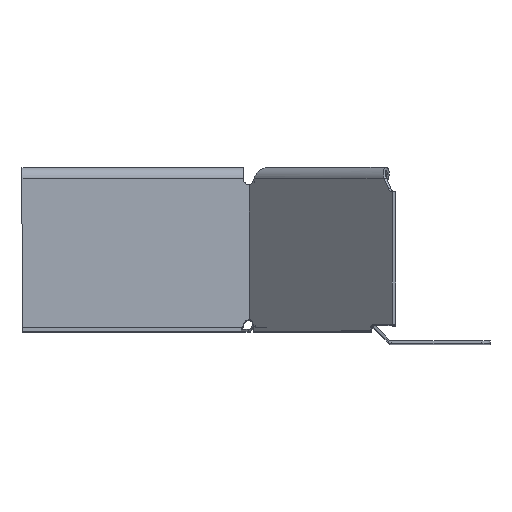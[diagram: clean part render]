
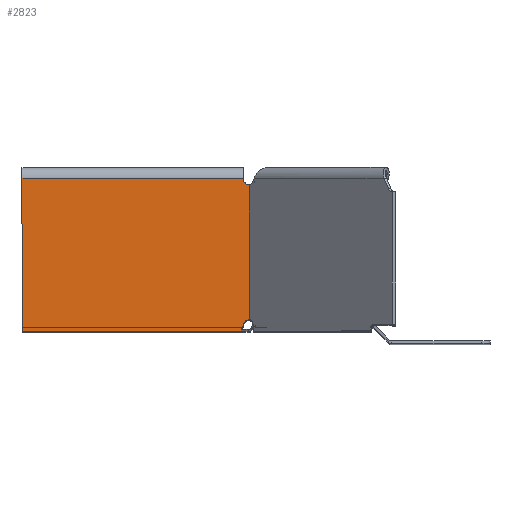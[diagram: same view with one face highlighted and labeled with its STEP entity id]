
A CAD part, top view. The second image highlights one B-rep face of the part: STEP entity #2823.
In plain terms, the highlighted face is planar.
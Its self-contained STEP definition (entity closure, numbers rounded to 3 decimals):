
#14 = CARTESIAN_POINT ( 'NONE',  ( -79.187, 0., -6.75 ) ) ;
#88 = ORIENTED_EDGE ( 'NONE', *, *, #975, .F. ) ;
#443 = CARTESIAN_POINT ( 'NONE',  ( -76.361, 0., -6.75 ) ) ;
#593 = DIRECTION ( 'NONE',  ( 1., 0., 0. ) ) ;
#639 = CARTESIAN_POINT ( 'NONE',  ( -79.187, 51., -6.75 ) ) ;
#740 = VECTOR ( 'NONE', #2318, 1000. ) ;
#884 = CARTESIAN_POINT ( 'NONE',  ( -76.95, 1.47, -6.75 ) ) ;
#963 = CIRCLE ( 'NONE', #3688, 2.25 ) ;
#975 = EDGE_CURVE ( 'NONE', #2915, #1717, #963, .T. ) ;
#1003 = DIRECTION ( 'NONE',  ( 0., 1., 0. ) ) ;
#1034 = FACE_OUTER_BOUND ( 'NONE', #4253, .T. ) ;
#1061 = CARTESIAN_POINT ( 'NONE',  ( -78.98, 51.031, -6.75 ) ) ;
#1133 = ORIENTED_EDGE ( 'NONE', *, *, #4873, .T. ) ;
#1181 = ORIENTED_EDGE ( 'NONE', *, *, #2983, .F. ) ;
#1233 = DIRECTION ( 'NONE',  ( 0., 1., 0. ) ) ;
#1254 = CIRCLE ( 'NONE', #1547, 2.25 ) ;
#1289 = VECTOR ( 'NONE', #2806, 1000. ) ;
#1381 = DIRECTION ( 'NONE',  ( 0., 0., -1. ) ) ;
#1480 = B_SPLINE_CURVE_WITH_KNOTS ( 'NONE', 3,
 ( #4905, #884, #2687, #3590, #4459, #443 ),
 .UNSPECIFIED., .F., .F.,
 ( 4, 2, 4 ),
 ( 0.005, 0.006, 0.006 ),
 .UNSPECIFIED. ) ;
#1547 = AXIS2_PLACEMENT_3D ( 'NONE', #3134, #1381, #4542 ) ;
#1594 = CARTESIAN_POINT ( 'NONE',  ( -79.118, 51., -6.75 ) ) ;
#1611 = LINE ( 'NONE', #2952, #3246 ) ;
#1717 = VERTEX_POINT ( 'NONE', #4582 ) ;
#1778 = VERTEX_POINT ( 'NONE', #2039 ) ;
#1840 = B_SPLINE_CURVE_WITH_KNOTS ( 'NONE', 3,
 ( #1061, #5628, #1594, #639 ),
 .UNSPECIFIED., .F., .F.,
 ( 4, 4 ),
 ( 0.002, 0.002 ),
 .UNSPECIFIED. ) ;
#1844 = CARTESIAN_POINT ( 'NONE',  ( 0., 0., -6.75 ) ) ;
#1846 = VERTEX_POINT ( 'NONE', #2015 ) ;
#1957 = CARTESIAN_POINT ( 'NONE',  ( 0., 1.75, -6.75 ) ) ;
#1974 = CARTESIAN_POINT ( 'NONE',  ( -79.049, 3.985, -6.75 ) ) ;
#2015 = CARTESIAN_POINT ( 'NONE',  ( -78.98, 3.969, -6.75 ) ) ;
#2039 = CARTESIAN_POINT ( 'NONE',  ( -79.187, 4., -6.75 ) ) ;
#2115 = DIRECTION ( 'NONE',  ( 0., 1., 0. ) ) ;
#2175 = B_SPLINE_CURVE_WITH_KNOTS ( 'NONE', 3,
 ( #4713, #1974, #3311, #2910 ),
 .UNSPECIFIED., .F., .F.,
 ( 4, 4 ),
 ( 0.002, 0.002 ),
 .UNSPECIFIED. ) ;
#2180 = EDGE_CURVE ( 'NONE', #5037, #1778, #3605, .T. ) ;
#2318 = DIRECTION ( 'NONE',  ( 0., -1., 0. ) ) ;
#2486 = DIRECTION ( 'NONE',  ( -1., 0., 0. ) ) ;
#2533 = VERTEX_POINT ( 'NONE', #1844 ) ;
#2567 = VECTOR ( 'NONE', #2115, 1000. ) ;
#2687 = CARTESIAN_POINT ( 'NONE',  ( -76.8, 1.19, -6.75 ) ) ;
#2806 = DIRECTION ( 'NONE',  ( 0., -1., 0. ) ) ;
#2823 = ADVANCED_FACE ( 'NONE', ( #1034 ), #4547, .F. ) ;
#2882 = ORIENTED_EDGE ( 'NONE', *, *, #5707, .T. ) ;
#2895 = CARTESIAN_POINT ( 'NONE',  ( -79.187, 51., -6.75 ) ) ;
#2910 = CARTESIAN_POINT ( 'NONE',  ( -79.187, 4., -6.75 ) ) ;
#2915 = VERTEX_POINT ( 'NONE', #4160 ) ;
#2952 = CARTESIAN_POINT ( 'NONE',  ( -206.54, 0., -6.75 ) ) ;
#2983 = EDGE_CURVE ( 'NONE', #1717, #5037, #1840, .T. ) ;
#3018 = EDGE_CURVE ( 'NONE', #3381, #3571, #4330, .T. ) ;
#3019 = CARTESIAN_POINT ( 'NONE',  ( -77.1, 1.75, -6.75 ) ) ;
#3040 = VERTEX_POINT ( 'NONE', #3019 ) ;
#3046 = CARTESIAN_POINT ( 'NONE',  ( 0., 1.75, -6.75 ) ) ;
#3134 = CARTESIAN_POINT ( 'NONE',  ( -79.35, 1.75, -6.75 ) ) ;
#3162 = EDGE_CURVE ( 'NONE', #1846, #3040, #1254, .T. ) ;
#3217 = EDGE_CURVE ( 'NONE', #1846, #1778, #2175, .T. ) ;
#3232 = DIRECTION ( 'NONE',  ( 0., 0., 1. ) ) ;
#3246 = VECTOR ( 'NONE', #2486, 1000. ) ;
#3311 = CARTESIAN_POINT ( 'NONE',  ( -79.118, 4., -6.75 ) ) ;
#3376 = DIRECTION ( 'NONE',  ( 0., 0., -1. ) ) ;
#3381 = VERTEX_POINT ( 'NONE', #3046 ) ;
#3571 = VERTEX_POINT ( 'NONE', #4624 ) ;
#3590 = CARTESIAN_POINT ( 'NONE',  ( -76.547, 0.607, -6.75 ) ) ;
#3605 = LINE ( 'NONE', #14, #740 ) ;
#3624 = CARTESIAN_POINT ( 'NONE',  ( -206.54, 53.25, -6.75 ) ) ;
#3652 = LINE ( 'NONE', #1957, #1289 ) ;
#3688 = AXIS2_PLACEMENT_3D ( 'NONE', #4362, #3376, #1233 ) ;
#3922 = CARTESIAN_POINT ( 'NONE',  ( 0., 0., -6.75 ) ) ;
#3974 = CARTESIAN_POINT ( 'NONE',  ( -76.361, 0., -6.75 ) ) ;
#4056 = ORIENTED_EDGE ( 'NONE', *, *, #3018, .F. ) ;
#4160 = CARTESIAN_POINT ( 'NONE',  ( -77.1, 53.25, -6.75 ) ) ;
#4253 = EDGE_LOOP ( 'NONE', ( #5482, #5306, #5471, #1181, #88, #4789, #4056, #1133, #2882, #4864 ) ) ;
#4330 = LINE ( 'NONE', #3922, #2567 ) ;
#4362 = CARTESIAN_POINT ( 'NONE',  ( -79.35, 53.25, -6.75 ) ) ;
#4459 = CARTESIAN_POINT ( 'NONE',  ( -76.443, 0.306, -6.75 ) ) ;
#4542 = DIRECTION ( 'NONE',  ( 0., 1., 0. ) ) ;
#4547 = PLANE ( 'NONE',  #5179 ) ;
#4582 = CARTESIAN_POINT ( 'NONE',  ( -78.98, 51.031, -6.75 ) ) ;
#4583 = LINE ( 'NONE', #3624, #4836 ) ;
#4624 = CARTESIAN_POINT ( 'NONE',  ( 0., 53.25, -6.75 ) ) ;
#4713 = CARTESIAN_POINT ( 'NONE',  ( -78.98, 3.969, -6.75 ) ) ;
#4789 = ORIENTED_EDGE ( 'NONE', *, *, #4859, .T. ) ;
#4803 = EDGE_CURVE ( 'NONE', #3040, #5463, #1480, .T. ) ;
#4836 = VECTOR ( 'NONE', #593, 1000. ) ;
#4859 = EDGE_CURVE ( 'NONE', #2915, #3571, #4583, .T. ) ;
#4864 = ORIENTED_EDGE ( 'NONE', *, *, #4803, .F. ) ;
#4873 = EDGE_CURVE ( 'NONE', #3381, #2533, #3652, .T. ) ;
#4905 = CARTESIAN_POINT ( 'NONE',  ( -77.1, 1.75, -6.75 ) ) ;
#5018 = CARTESIAN_POINT ( 'NONE',  ( -206.54, 0., -6.75 ) ) ;
#5037 = VERTEX_POINT ( 'NONE', #2895 ) ;
#5179 = AXIS2_PLACEMENT_3D ( 'NONE', #5018, #3232, #1003 ) ;
#5306 = ORIENTED_EDGE ( 'NONE', *, *, #3217, .T. ) ;
#5463 = VERTEX_POINT ( 'NONE', #3974 ) ;
#5471 = ORIENTED_EDGE ( 'NONE', *, *, #2180, .F. ) ;
#5482 = ORIENTED_EDGE ( 'NONE', *, *, #3162, .F. ) ;
#5628 = CARTESIAN_POINT ( 'NONE',  ( -79.049, 51.015, -6.75 ) ) ;
#5707 = EDGE_CURVE ( 'NONE', #2533, #5463, #1611, .T. ) ;
